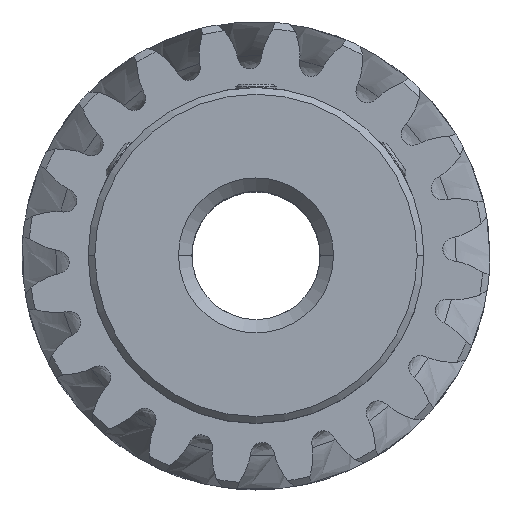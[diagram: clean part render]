
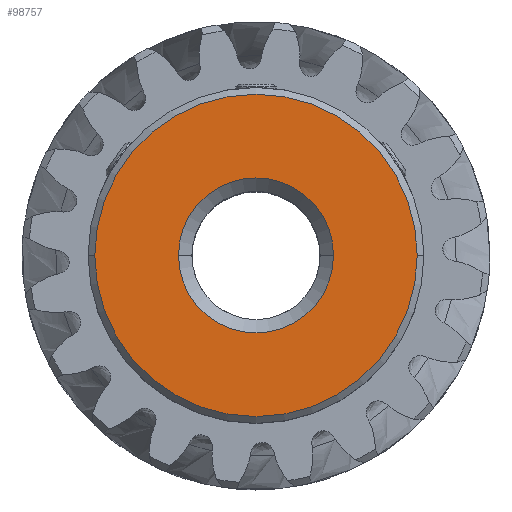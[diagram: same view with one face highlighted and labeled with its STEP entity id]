
A CAD part, top view. The second image highlights one B-rep face of the part: STEP entity #98757.
In plain terms, the highlighted planar face has unit normal (0, 0, 1).
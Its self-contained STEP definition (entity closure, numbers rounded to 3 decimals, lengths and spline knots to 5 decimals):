
#2384 = ORIENTED_EDGE ( 'NONE', *, *, #86941, .F. ) ;
#3378 = EDGE_LOOP ( 'NONE', ( #95270, #36821 ) ) ;
#3652 = DIRECTION ( 'NONE',  ( 1., 0., 0. ) ) ;
#4401 = PLANE ( 'NONE',  #100040 ) ;
#6330 = EDGE_CURVE ( 'NONE', #31144, #110647, #70907, .T. ) ;
#8944 = AXIS2_PLACEMENT_3D ( 'NONE', #24207, #103651, #3652 ) ;
#9098 = AXIS2_PLACEMENT_3D ( 'NONE', #55064, #64463, #46230 ) ;
#12640 = CARTESIAN_POINT ( 'NONE',  ( 0., 0.18789, 0. ) ) ;
#14326 = CARTESIAN_POINT ( 'NONE',  ( 0.22726, 0., 0. ) ) ;
#17106 = CIRCLE ( 'NONE', #88577, 0.22726 ) ;
#23388 = DIRECTION ( 'NONE',  ( 0., 0., -1. ) ) ;
#23663 = VERTEX_POINT ( 'NONE', #42120 ) ;
#24207 = CARTESIAN_POINT ( 'NONE',  ( 0., 0., 0. ) ) ;
#25097 = VERTEX_POINT ( 'NONE', #74223 ) ;
#31144 = VERTEX_POINT ( 'NONE', #14326 ) ;
#32206 = DIRECTION ( 'NONE',  ( -1., 0., 0. ) ) ;
#36821 = ORIENTED_EDGE ( 'NONE', *, *, #43496, .F. ) ;
#42120 = CARTESIAN_POINT ( 'NONE',  ( -0.47244, 0., 0. ) ) ;
#43496 = EDGE_CURVE ( 'NONE', #110647, #31144, #17106, .T. ) ;
#46230 = DIRECTION ( 'NONE',  ( -1., 0., 0. ) ) ;
#47806 = EDGE_LOOP ( 'NONE', ( #2384, #67492 ) ) ;
#55064 = CARTESIAN_POINT ( 'NONE',  ( 0., 0., 0. ) ) ;
#55537 = CARTESIAN_POINT ( 'NONE',  ( 0., 0., 0. ) ) ;
#64463 = DIRECTION ( 'NONE',  ( 0., 0., -1. ) ) ;
#65419 = CIRCLE ( 'NONE', #9098, 0.47244 ) ;
#67492 = ORIENTED_EDGE ( 'NONE', *, *, #82415, .F. ) ;
#68498 = DIRECTION ( 'NONE',  ( -1., 0., 0. ) ) ;
#70907 = CIRCLE ( 'NONE', #8944, 0.22726 ) ;
#74223 = CARTESIAN_POINT ( 'NONE',  ( 0.47244, 0., 0. ) ) ;
#76356 = CARTESIAN_POINT ( 'NONE',  ( -0.22726, 0., 0. ) ) ;
#79503 = CIRCLE ( 'NONE', #94533, 0.47244 ) ;
#82415 = EDGE_CURVE ( 'NONE', #25097, #23663, #79503, .T. ) ;
#86941 = EDGE_CURVE ( 'NONE', #23663, #25097, #65419, .T. ) ;
#88577 = AXIS2_PLACEMENT_3D ( 'NONE', #55537, #100844, #91429 ) ;
#91429 = DIRECTION ( 'NONE',  ( 1., 0., 0. ) ) ;
#93233 = FACE_BOUND ( 'NONE', #3378, .T. ) ;
#94533 = AXIS2_PLACEMENT_3D ( 'NONE', #112833, #23388, #32206 ) ;
#95270 = ORIENTED_EDGE ( 'NONE', *, *, #6330, .F. ) ;
#98757 = ADVANCED_FACE ( 'NONE', ( #112070, #93233 ), #4401, .F. ) ;
#100040 = AXIS2_PLACEMENT_3D ( 'NONE', #12640, #103234, #68498 ) ;
#100844 = DIRECTION ( 'NONE',  ( 0., 0., 1. ) ) ;
#103234 = DIRECTION ( 'NONE',  ( 0., 0., -1. ) ) ;
#103651 = DIRECTION ( 'NONE',  ( 0., 0., 1. ) ) ;
#110647 = VERTEX_POINT ( 'NONE', #76356 ) ;
#112070 = FACE_OUTER_BOUND ( 'NONE', #47806, .T. ) ;
#112833 = CARTESIAN_POINT ( 'NONE',  ( 0., 0., 0. ) ) ;
